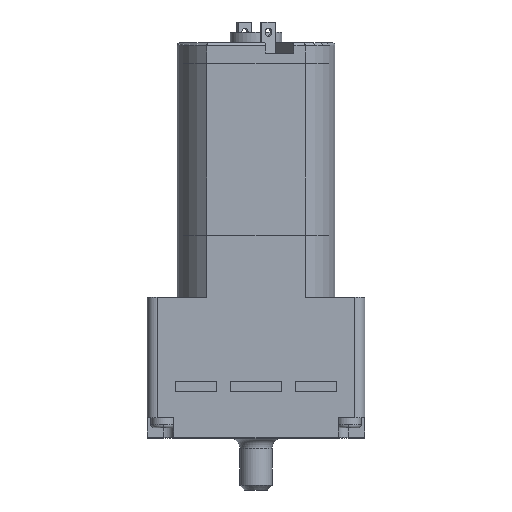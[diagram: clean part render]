
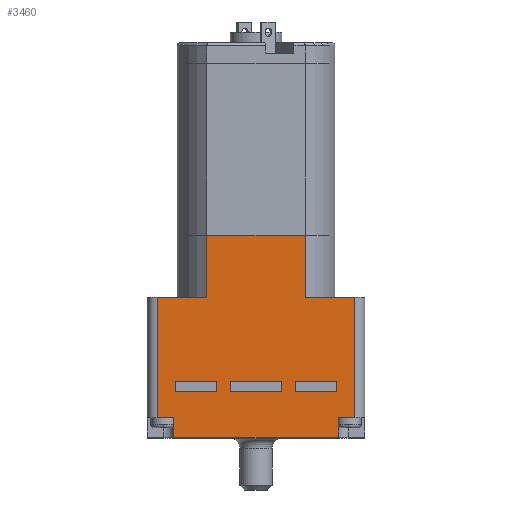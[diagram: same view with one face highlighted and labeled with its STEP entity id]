
A CAD part, front view. The second image highlights one B-rep face of the part: STEP entity #3460.
In plain terms, the highlighted face is planar.
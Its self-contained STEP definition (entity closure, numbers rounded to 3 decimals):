
#1352=DIRECTION('',(-1.,0.,0.));
#1353=VECTOR('',#1352,4.754);
#1354=CARTESIAN_POINT('',(9.5,6.,0.));
#1355=LINE('',#1354,#1353);
#1409=DIRECTION('',(-1.,0.,0.));
#1410=VECTOR('',#1409,4.754);
#1411=CARTESIAN_POINT('',(-4.746,6.,0.));
#1412=LINE('',#1411,#1410);
#1689=DIRECTION('',(-1.,0.,0.));
#1690=VECTOR('',#1689,15.9);
#1691=CARTESIAN_POINT('',(7.95,6.,13.5));
#1692=LINE('',#1691,#1690);
#1693=DIRECTION('',(0.,0.,-1.));
#1694=VECTOR('',#1693,1.9);
#1695=CARTESIAN_POINT('',(-7.95,6.,13.5));
#1696=LINE('',#1695,#1694);
#1697=DIRECTION('',(-1.,0.,0.));
#1698=VECTOR('',#1697,1.55);
#1699=CARTESIAN_POINT('',(-7.95,6.,11.6));
#1700=LINE('',#1699,#1698);
#1701=DIRECTION('',(0.,0.,-1.));
#1702=VECTOR('',#1701,11.6);
#1703=CARTESIAN_POINT('',(-9.5,6.,11.6));
#1704=LINE('',#1703,#1702);
#1705=DIRECTION('',(0.,0.,-1.));
#1706=VECTOR('',#1705,6.);
#1707=CARTESIAN_POINT('',(-4.746,6.,0.));
#1708=LINE('',#1707,#1706);
#1709=DIRECTION('',(0.,0.,-1.));
#1710=VECTOR('',#1709,11.6);
#1711=CARTESIAN_POINT('',(9.5,6.,11.6));
#1712=LINE('',#1711,#1710);
#1713=DIRECTION('',(-1.,0.,0.));
#1714=VECTOR('',#1713,1.55);
#1715=CARTESIAN_POINT('',(9.5,6.,11.6));
#1716=LINE('',#1715,#1714);
#1717=DIRECTION('',(0.,0.,-1.));
#1718=VECTOR('',#1717,1.9);
#1719=CARTESIAN_POINT('',(7.95,6.,13.5));
#1720=LINE('',#1719,#1718);
#1721=DIRECTION('',(1.,0.,0.));
#1722=VECTOR('',#1721,5.);
#1723=CARTESIAN_POINT('',(-2.5,6.,9.1));
#1724=LINE('',#1723,#1722);
#1725=DIRECTION('',(0.,0.,-1.));
#1726=VECTOR('',#1725,1.);
#1727=CARTESIAN_POINT('',(2.5,6.,9.1));
#1728=LINE('',#1727,#1726);
#1729=DIRECTION('',(-1.,0.,0.));
#1730=VECTOR('',#1729,5.);
#1731=CARTESIAN_POINT('',(2.5,6.,8.1));
#1732=LINE('',#1731,#1730);
#1733=DIRECTION('',(0.,0.,1.));
#1734=VECTOR('',#1733,1.);
#1735=CARTESIAN_POINT('',(-2.5,6.,8.1));
#1736=LINE('',#1735,#1734);
#1737=DIRECTION('',(1.,0.,0.));
#1738=VECTOR('',#1737,4.);
#1739=CARTESIAN_POINT('',(3.8,6.,9.1));
#1740=LINE('',#1739,#1738);
#1741=DIRECTION('',(0.,0.,-1.));
#1742=VECTOR('',#1741,1.);
#1743=CARTESIAN_POINT('',(7.8,6.,9.1));
#1744=LINE('',#1743,#1742);
#1745=DIRECTION('',(-1.,0.,0.));
#1746=VECTOR('',#1745,4.);
#1747=CARTESIAN_POINT('',(7.8,6.,8.1));
#1748=LINE('',#1747,#1746);
#1749=DIRECTION('',(0.,0.,1.));
#1750=VECTOR('',#1749,1.);
#1751=CARTESIAN_POINT('',(3.8,6.,8.1));
#1752=LINE('',#1751,#1750);
#1753=DIRECTION('',(1.,0.,0.));
#1754=VECTOR('',#1753,4.);
#1755=CARTESIAN_POINT('',(-7.8,6.,9.1));
#1756=LINE('',#1755,#1754);
#1757=DIRECTION('',(0.,0.,-1.));
#1758=VECTOR('',#1757,1.);
#1759=CARTESIAN_POINT('',(-3.8,6.,9.1));
#1760=LINE('',#1759,#1758);
#1761=DIRECTION('',(-1.,0.,0.));
#1762=VECTOR('',#1761,4.);
#1763=CARTESIAN_POINT('',(-3.8,6.,8.1));
#1764=LINE('',#1763,#1762);
#1765=DIRECTION('',(0.,0.,1.));
#1766=VECTOR('',#1765,1.);
#1767=CARTESIAN_POINT('',(-7.8,6.,8.1));
#1768=LINE('',#1767,#1766);
#2304=DIRECTION('',(0.,0.,-1.));
#2305=VECTOR('',#2304,6.);
#2306=CARTESIAN_POINT('',(4.746,6.,0.));
#2307=LINE('',#2306,#2305);
#2322=DIRECTION('',(1.,0.,0.));
#2323=VECTOR('',#2322,9.492);
#2324=CARTESIAN_POINT('',(-4.746,6.,-6.));
#2325=LINE('',#2324,#2323);
#2592=CARTESIAN_POINT('',(-4.746,6.,-6.));
#2594=VERTEX_POINT('',#2592);
#2595=CARTESIAN_POINT('',(4.746,6.,-6.));
#2596=VERTEX_POINT('',#2595);
#2600=CARTESIAN_POINT('',(-4.746,6.,0.));
#2602=VERTEX_POINT('',#2600);
#2603=CARTESIAN_POINT('',(4.746,6.,0.));
#2605=VERTEX_POINT('',#2603);
#2625=CARTESIAN_POINT('',(-7.95,6.,11.6));
#2626=VERTEX_POINT('',#2625);
#2635=CARTESIAN_POINT('',(7.95,6.,11.6));
#2636=VERTEX_POINT('',#2635);
#2656=CARTESIAN_POINT('',(-9.5,6.,0.));
#2658=VERTEX_POINT('',#2656);
#2659=CARTESIAN_POINT('',(-9.5,6.,11.6));
#2660=VERTEX_POINT('',#2659);
#2663=CARTESIAN_POINT('',(9.5,6.,0.));
#2665=VERTEX_POINT('',#2663);
#2669=CARTESIAN_POINT('',(9.5,6.,11.6));
#2670=VERTEX_POINT('',#2669);
#2699=CARTESIAN_POINT('',(-7.95,6.,13.5));
#2701=VERTEX_POINT('',#2699);
#2748=CARTESIAN_POINT('',(7.95,6.,13.5));
#2750=VERTEX_POINT('',#2748);
#2871=CARTESIAN_POINT('',(-2.5,6.,9.1));
#2872=CARTESIAN_POINT('',(2.5,6.,9.1));
#2873=VERTEX_POINT('',#2871);
#2874=VERTEX_POINT('',#2872);
#2875=CARTESIAN_POINT('',(2.5,6.,8.1));
#2876=VERTEX_POINT('',#2875);
#2877=CARTESIAN_POINT('',(-2.5,6.,8.1));
#2878=VERTEX_POINT('',#2877);
#2879=CARTESIAN_POINT('',(3.8,6.,9.1));
#2880=CARTESIAN_POINT('',(7.8,6.,9.1));
#2881=VERTEX_POINT('',#2879);
#2882=VERTEX_POINT('',#2880);
#2883=CARTESIAN_POINT('',(7.8,6.,8.1));
#2884=VERTEX_POINT('',#2883);
#2885=CARTESIAN_POINT('',(3.8,6.,8.1));
#2886=VERTEX_POINT('',#2885);
#2887=CARTESIAN_POINT('',(-7.8,6.,9.1));
#2888=CARTESIAN_POINT('',(-3.8,6.,9.1));
#2889=VERTEX_POINT('',#2887);
#2890=VERTEX_POINT('',#2888);
#2891=CARTESIAN_POINT('',(-3.8,6.,8.1));
#2892=VERTEX_POINT('',#2891);
#2893=CARTESIAN_POINT('',(-7.8,6.,8.1));
#2894=VERTEX_POINT('',#2893);
#3404=CARTESIAN_POINT('',(10.5,6.,0.));
#3405=DIRECTION('',(0.,1.,0.));
#3406=DIRECTION('',(-1.,0.,0.));
#3407=AXIS2_PLACEMENT_3D('',#3404,#3405,#3406);
#3408=PLANE('',#3407);
#3410=ORIENTED_EDGE('',*,*,#3409,.T.);
#3412=ORIENTED_EDGE('',*,*,#3411,.T.);
#3413=ORIENTED_EDGE('',*,*,#3124,.T.);
#3414=ORIENTED_EDGE('',*,*,#3397,.T.);
#3415=ORIENTED_EDGE('',*,*,#3036,.F.);
#3417=ORIENTED_EDGE('',*,*,#3416,.T.);
#3419=ORIENTED_EDGE('',*,*,#3418,.T.);
#3421=ORIENTED_EDGE('',*,*,#3420,.F.);
#3422=ORIENTED_EDGE('',*,*,#2990,.F.);
#3424=ORIENTED_EDGE('',*,*,#3423,.F.);
#3425=ORIENTED_EDGE('',*,*,#3156,.T.);
#3427=ORIENTED_EDGE('',*,*,#3426,.F.);
#3428=EDGE_LOOP('',(#3410,#3412,#3413,#3414,#3415,#3417,#3419,#3421,#3422,#3424,
#3425,#3427));
#3429=FACE_OUTER_BOUND('',#3428,.F.);
#3431=ORIENTED_EDGE('',*,*,#3430,.T.);
#3433=ORIENTED_EDGE('',*,*,#3432,.T.);
#3435=ORIENTED_EDGE('',*,*,#3434,.T.);
#3437=ORIENTED_EDGE('',*,*,#3436,.T.);
#3438=EDGE_LOOP('',(#3431,#3433,#3435,#3437));
#3439=FACE_BOUND('',#3438,.F.);
#3441=ORIENTED_EDGE('',*,*,#3440,.T.);
#3443=ORIENTED_EDGE('',*,*,#3442,.T.);
#3445=ORIENTED_EDGE('',*,*,#3444,.T.);
#3447=ORIENTED_EDGE('',*,*,#3446,.T.);
#3448=EDGE_LOOP('',(#3441,#3443,#3445,#3447));
#3449=FACE_BOUND('',#3448,.F.);
#3451=ORIENTED_EDGE('',*,*,#3450,.T.);
#3453=ORIENTED_EDGE('',*,*,#3452,.T.);
#3455=ORIENTED_EDGE('',*,*,#3454,.T.);
#3457=ORIENTED_EDGE('',*,*,#3456,.T.);
#3458=EDGE_LOOP('',(#3451,#3453,#3455,#3457));
#3459=FACE_BOUND('',#3458,.F.);
#3460=ADVANCED_FACE('',(#3429,#3439,#3449,#3459),#3408,.T.);
#2990=EDGE_CURVE('',#2665,#2605,#1355,.T.);
#3036=EDGE_CURVE('',#2602,#2658,#1412,.T.);
#3124=EDGE_CURVE('',#2626,#2660,#1700,.T.);
#3156=EDGE_CURVE('',#2670,#2636,#1716,.T.);
#3397=EDGE_CURVE('',#2660,#2658,#1704,.T.);
#3409=EDGE_CURVE('',#2750,#2701,#1692,.T.);
#3411=EDGE_CURVE('',#2701,#2626,#1696,.T.);
#3416=EDGE_CURVE('',#2602,#2594,#1708,.T.);
#3418=EDGE_CURVE('',#2594,#2596,#2325,.T.);
#3420=EDGE_CURVE('',#2605,#2596,#2307,.T.);
#3423=EDGE_CURVE('',#2670,#2665,#1712,.T.);
#3426=EDGE_CURVE('',#2750,#2636,#1720,.T.);
#3430=EDGE_CURVE('',#2873,#2874,#1724,.T.);
#3432=EDGE_CURVE('',#2874,#2876,#1728,.T.);
#3434=EDGE_CURVE('',#2876,#2878,#1732,.T.);
#3436=EDGE_CURVE('',#2878,#2873,#1736,.T.);
#3440=EDGE_CURVE('',#2881,#2882,#1740,.T.);
#3442=EDGE_CURVE('',#2882,#2884,#1744,.T.);
#3444=EDGE_CURVE('',#2884,#2886,#1748,.T.);
#3446=EDGE_CURVE('',#2886,#2881,#1752,.T.);
#3450=EDGE_CURVE('',#2889,#2890,#1756,.T.);
#3452=EDGE_CURVE('',#2890,#2892,#1760,.T.);
#3454=EDGE_CURVE('',#2892,#2894,#1764,.T.);
#3456=EDGE_CURVE('',#2894,#2889,#1768,.T.);
